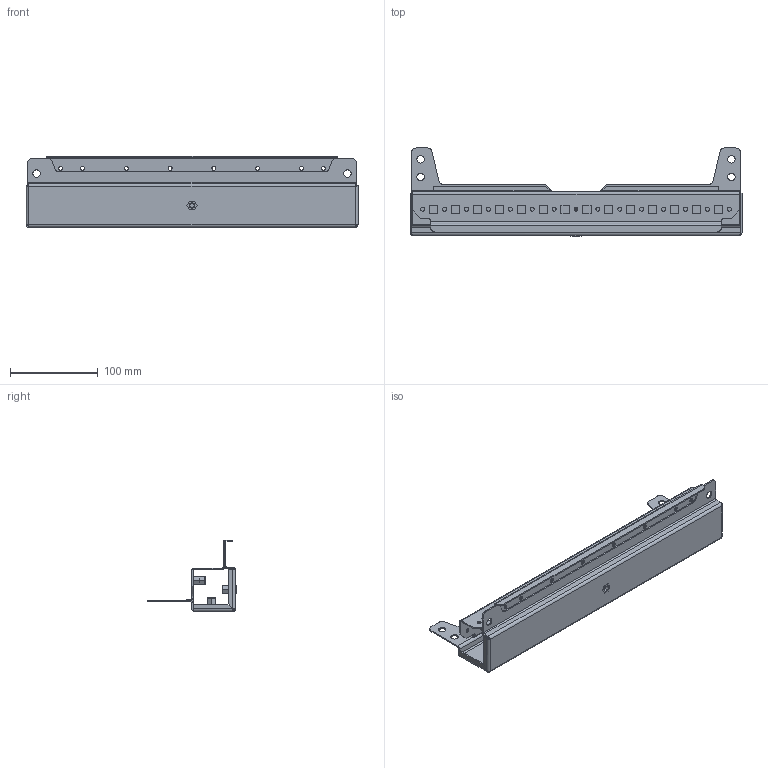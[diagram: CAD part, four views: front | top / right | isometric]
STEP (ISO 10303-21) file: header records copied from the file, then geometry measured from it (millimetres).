
FILE_DESCRIPTION (( 'STEP AP214' ), '1' );
FILE_NAME ('620.500.STEP', '2024-10-30T11:47:16', ( '' ), ( '' ), 'SwSTEP 2.0', 'SolidWorks 2021', '' );
FILE_SCHEMA (( 'AUTOMOTIVE_DESIGN' ));
Length unit declared in the file: millimetre
Products named in the file (4): 620.501; 620.500; Çàêëåïêà ðåçüáîâàÿ Ì6 øåñòèãðàííàÿ ñ óìåíüøåííûì áîðòîì; 620.502
Assembly tree (6 placements, depth 2):
  620.500
    620.501
    620.502
    Çàêëåïêà ðåçüáîâàÿ Ì6 øåñòèãðàííàÿ ñ óìåíüøåííûì áîðòîì  x4
Bounding box: 379 x 100.6 x 82.1 mm (x, y, z)
Volume: 141233.3 mm3; surface area: 194353.4 mm2
Topology: 6 solids, 6 shells, 502 faces, 1308 edges, 822 vertices
Faces by surface type: plane 314, cylinder 152, cone 24, bspline 12
Entity records: 14316 total; most frequent: CARTESIAN_POINT 3150, ORIENTED_EDGE 2268, DIRECTION 2206, EDGE_CURVE 1134, VECTOR 842, LINE 842, VERTEX_POINT 714, AXIS2_PLACEMENT_3D 682
